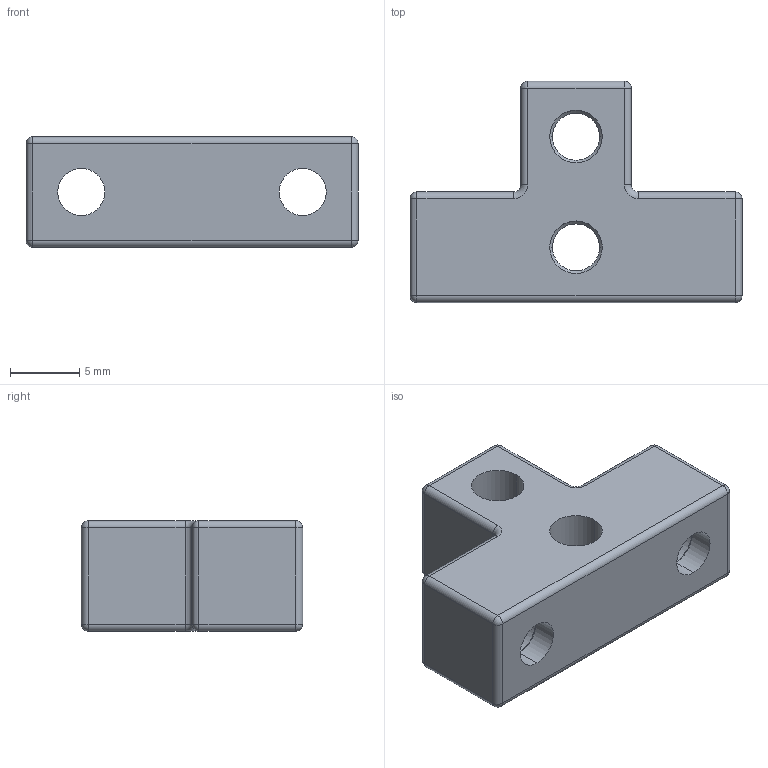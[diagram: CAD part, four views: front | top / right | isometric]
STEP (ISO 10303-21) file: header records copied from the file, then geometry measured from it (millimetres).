
FILE_DESCRIPTION (( 'STEP AP203' ), '1' );
FILE_NAME ('T趼蛌諉璃_FDM_mystd.', '2024-07-30T08:31:41', ( '' ), ( '' ), 'SwSTEP 2.0', 'SolidWorks 2022', '' );
FILE_SCHEMA (( 'CONFIG_CONTROL_DESIGN' ));
Length unit declared in the file: millimetre
Products named in the file (1): T趼蛌諉璃_FDM_mystdystdystd
Bounding box: 24 x 16 x 8 mm (x, y, z)
Volume: 1692.2 mm3; surface area: 1398.5 mm2
Topology: 1 solids, 1 shells, 74 faces, 168 edges, 84 vertices
Faces by surface type: cylinder 40, sphere 12, plane 10, cone 8, torus 4
Entity records: 2037 total; most frequent: DIRECTION 390, CARTESIAN_POINT 315, ORIENTED_EDGE 312, AXIS2_PLACEMENT_3D 159, EDGE_CURVE 156, VERTEX_POINT 84, CIRCLE 84, EDGE_LOOP 82
